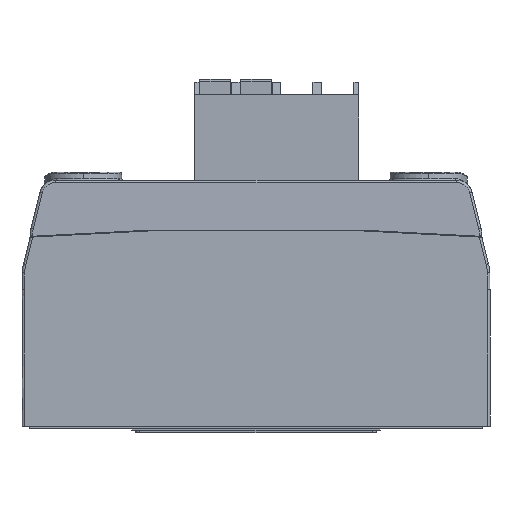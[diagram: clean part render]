
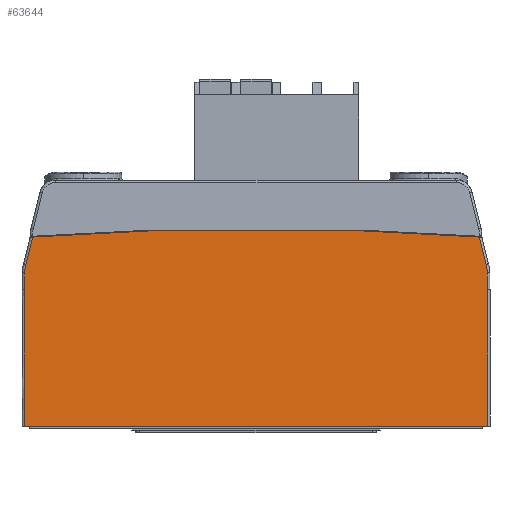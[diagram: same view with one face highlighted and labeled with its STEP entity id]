
A CAD part, left-side view. The second image highlights one B-rep face of the part: STEP entity #63644.
In plain terms, the highlighted planar face has unit normal (-1, 0, 0.009).
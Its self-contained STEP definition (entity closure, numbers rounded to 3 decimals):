
#62132=CARTESIAN_POINT('',(-22.039,0.,25.03));
#62133=VERTEX_POINT('',#62132);
#62163=CARTESIAN_POINT('',(-22.045,-27.681,24.271));
#62164=VERTEX_POINT('',#62163);
#62172=CARTESIAN_POINT('',(-22.075,-28.524,20.887));
#62173=VERTEX_POINT('',#62172);
#62174=CARTESIAN_POINT('',(-22.045,-27.681,24.271));
#62175=DIRECTION('',(-0.008,-0.242,-0.97));
#62176=VECTOR('',#62175,3.487);
#62177=LINE('',#62174,#62176);
#62178=EDGE_CURVE('',#62164,#62173,#62177,.T.);
#62245=CARTESIAN_POINT('',(-22.08,-28.627,20.338));
#62246=VERTEX_POINT('',#62245);
#62247=CARTESIAN_POINT('',(-22.085,-23.964,19.75));
#62248=DIRECTION('',(1.,0.,-0.009));
#62249=DIRECTION('',(0.009,0.,1.));
#62250=AXIS2_PLACEMENT_3D('',#62247,#62248,#62249);
#62251=ELLIPSE('',#62250,4.7,4.7);
#62252=EDGE_CURVE('',#62173,#62246,#62251,.T.);
#62254=CARTESIAN_POINT('',(-22.084,-28.663,19.832));
#62255=VERTEX_POINT('',#62254);
#62256=CARTESIAN_POINT('',(-22.085,-23.964,19.75));
#62257=DIRECTION('',(1.,0.,-0.009));
#62258=DIRECTION('',(0.009,0.,1.));
#62259=AXIS2_PLACEMENT_3D('',#62256,#62257,#62258);
#62260=ELLIPSE('',#62259,4.7,4.7);
#62261=EDGE_CURVE('',#62246,#62255,#62260,.T.);
#62281=CARTESIAN_POINT('',(-22.103,-28.7,17.73));
#62282=VERTEX_POINT('',#62281);
#62283=CARTESIAN_POINT('',(-22.084,-28.663,19.832));
#62284=DIRECTION('',(-0.009,-0.017,-1.));
#62285=VECTOR('',#62284,2.102);
#62286=LINE('',#62283,#62285);
#62287=EDGE_CURVE('',#62255,#62282,#62286,.T.);
#62305=CARTESIAN_POINT('',(-22.25,-28.7,0.83));
#62306=VERTEX_POINT('',#62305);
#62307=CARTESIAN_POINT('',(-22.103,-28.7,17.73));
#62308=DIRECTION('',(-0.009,0.0,-1.));
#62309=VECTOR('',#62308,16.901);
#62310=LINE('',#62307,#62309);
#62311=EDGE_CURVE('',#62282,#62306,#62310,.T.);
#62330=CARTESIAN_POINT('',(-22.25,28.7,0.83));
#62331=VERTEX_POINT('',#62330);
#62332=CARTESIAN_POINT('',(-22.25,-28.7,0.83));
#62333=DIRECTION('',(0.0,1.0,0.0));
#62334=VECTOR('',#62333,57.4);
#62335=LINE('',#62332,#62334);
#62336=EDGE_CURVE('',#62306,#62331,#62335,.T.);
#62390=CARTESIAN_POINT('',(-22.103,28.7,17.73));
#62391=VERTEX_POINT('',#62390);
#62407=CARTESIAN_POINT('',(-22.103,28.7,17.73));
#62408=DIRECTION('',(-0.009,0.0,-1.));
#62409=VECTOR('',#62408,16.901);
#62410=LINE('',#62407,#62409);
#62411=EDGE_CURVE('',#62391,#62331,#62410,.T.);
#62451=CARTESIAN_POINT('',(-22.084,28.663,19.832));
#62452=VERTEX_POINT('',#62451);
#62453=CARTESIAN_POINT('',(-22.084,28.663,19.832));
#62454=DIRECTION('',(-0.009,0.017,-1.));
#62455=VECTOR('',#62454,2.102);
#62456=LINE('',#62453,#62455);
#62457=EDGE_CURVE('',#62452,#62391,#62456,.T.);
#62539=CARTESIAN_POINT('',(-22.08,28.627,20.338));
#62540=VERTEX_POINT('',#62539);
#62541=CARTESIAN_POINT('',(-22.085,23.964,19.75));
#62542=DIRECTION('',(-1.,0.,0.009));
#62543=DIRECTION('',(0.009,0.,1.));
#62544=AXIS2_PLACEMENT_3D('',#62541,#62542,#62543);
#62545=ELLIPSE('',#62544,4.7,4.7);
#62546=EDGE_CURVE('',#62540,#62452,#62545,.T.);
#62548=CARTESIAN_POINT('',(-22.075,28.524,20.887));
#62549=VERTEX_POINT('',#62548);
#62550=CARTESIAN_POINT('',(-22.085,23.964,19.75));
#62551=DIRECTION('',(-1.,0.,0.009));
#62552=DIRECTION('',(0.009,0.,1.));
#62553=AXIS2_PLACEMENT_3D('',#62550,#62551,#62552);
#62554=ELLIPSE('',#62553,4.7,4.7);
#62555=EDGE_CURVE('',#62549,#62540,#62554,.T.);
#62572=CARTESIAN_POINT('',(-22.039,-13.189,25.03));
#62573=VERTEX_POINT('',#62572);
#62574=CARTESIAN_POINT('',(-22.039,0.,25.03));
#62575=DIRECTION('',(0.,-1.,0.0));
#62576=VECTOR('',#62575,13.189);
#62577=LINE('',#62574,#62576);
#62578=EDGE_CURVE('',#62133,#62573,#62577,.T.);
#62597=CARTESIAN_POINT('',(-22.039,-13.189,25.03));
#62598=DIRECTION('',(0.,-0.999,-0.052));
#62599=VECTOR('',#62598,14.511);
#62600=LINE('',#62597,#62599);
#62601=EDGE_CURVE('',#62573,#62164,#62600,.T.);
#63288=CARTESIAN_POINT('',(-22.045,27.681,24.271));
#63289=VERTEX_POINT('',#63288);
#63290=CARTESIAN_POINT('',(-22.045,27.681,24.271));
#63291=DIRECTION('',(-0.008,0.242,-0.97));
#63292=VECTOR('',#63291,3.487);
#63293=LINE('',#63290,#63292);
#63294=EDGE_CURVE('',#63289,#62549,#63293,.T.);
#63599=CARTESIAN_POINT('',(-22.039,13.189,25.03));
#63600=VERTEX_POINT('',#63599);
#63601=CARTESIAN_POINT('',(-22.039,13.189,25.03));
#63602=DIRECTION('',(0.,-1.,0.0));
#63603=VECTOR('',#63602,13.189);
#63604=LINE('',#63601,#63603);
#63605=EDGE_CURVE('',#63600,#62133,#63604,.T.);
#63617=CARTESIAN_POINT('',(-22.101,-12.7,17.879));
#63618=DIRECTION('',(-1.,0.,0.009));
#63619=DIRECTION('',(-0.009,0.,-1.));
#63620=AXIS2_PLACEMENT_3D('',#63617,#63618,#63619);
#63621=PLANE('',#63620);
#63622=ORIENTED_EDGE('',*,*,#62601,.F.);
#63623=ORIENTED_EDGE('',*,*,#62578,.F.);
#63624=ORIENTED_EDGE('',*,*,#63605,.F.);
#63625=CARTESIAN_POINT('',(-22.045,27.681,24.271));
#63626=DIRECTION('',(0.,-0.999,0.052));
#63627=VECTOR('',#63626,14.511);
#63628=LINE('',#63625,#63627);
#63629=EDGE_CURVE('',#63289,#63600,#63628,.T.);
#63630=ORIENTED_EDGE('',*,*,#63629,.F.);
#63631=ORIENTED_EDGE('',*,*,#63294,.T.);
#63632=ORIENTED_EDGE('',*,*,#62555,.T.);
#63633=ORIENTED_EDGE('',*,*,#62546,.T.);
#63634=ORIENTED_EDGE('',*,*,#62457,.T.);
#63635=ORIENTED_EDGE('',*,*,#62411,.T.);
#63636=ORIENTED_EDGE('',*,*,#62336,.F.);
#63637=ORIENTED_EDGE('',*,*,#62311,.F.);
#63638=ORIENTED_EDGE('',*,*,#62287,.F.);
#63639=ORIENTED_EDGE('',*,*,#62261,.F.);
#63640=ORIENTED_EDGE('',*,*,#62252,.F.);
#63641=ORIENTED_EDGE('',*,*,#62178,.F.);
#63642=EDGE_LOOP('',(#63622,#63623,#63624,#63630,#63631,#63632,#63633,#63634,#63635,#63636,#63637,#63638,#63639,#63640,#63641));
#63643=FACE_OUTER_BOUND('',#63642,.T.);
#63644=ADVANCED_FACE('',(#63643),#63621,.T.);
